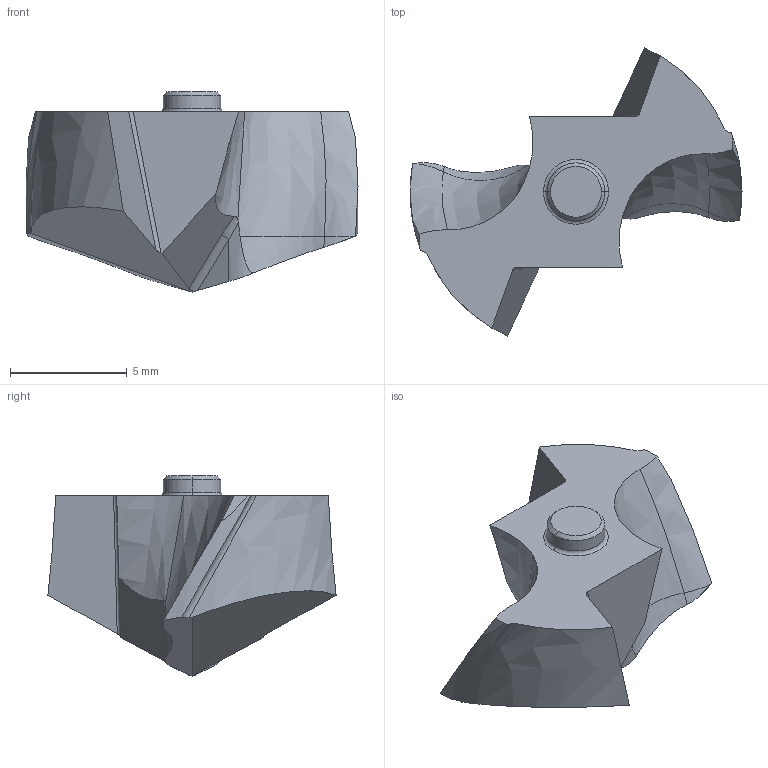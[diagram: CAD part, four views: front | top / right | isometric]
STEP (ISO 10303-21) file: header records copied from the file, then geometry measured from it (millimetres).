
FILE_DESCRIPTION((''),'2;1');
FILE_NAME('STAWN1420TH','2021-03-12T16:51:01',('tlyad010'),('PTC Japan'),'CREO PARAMETRIC BY PTC INC, 2018500','CREO PARAMETRIC BY PTC INC, 2018500','');
FILE_SCHEMA(('AUTOMOTIVE_DESIGN { 1 0 10303 214 1 1 1 1 }'));
Length unit declared in the file: millimetre
Products named in the file (1): STAWN1420TH
Bounding box: 14.2 x 12.33 x 8.56 mm (x, y, z)
Volume: 369.4 mm3; surface area: 380.5 mm2
Topology: 1 solids, 1 shells, 48 faces, 145 edges, 100 vertices
Faces by surface type: plane 18, bspline 16, cylinder 10, torus 2, cone 2
Entity records: 3119 total; most frequent: CARTESIAN_POINT 1583, ORIENTED_EDGE 252, DIRECTION 140, EDGE_CURVE 126, B_SPLINE_CURVE_WITH_KNOTS 91, VERTEX_POINT 81, PRESENTATION_STYLE_ASSIGNMENT 70, STYLED_ITEM 70
